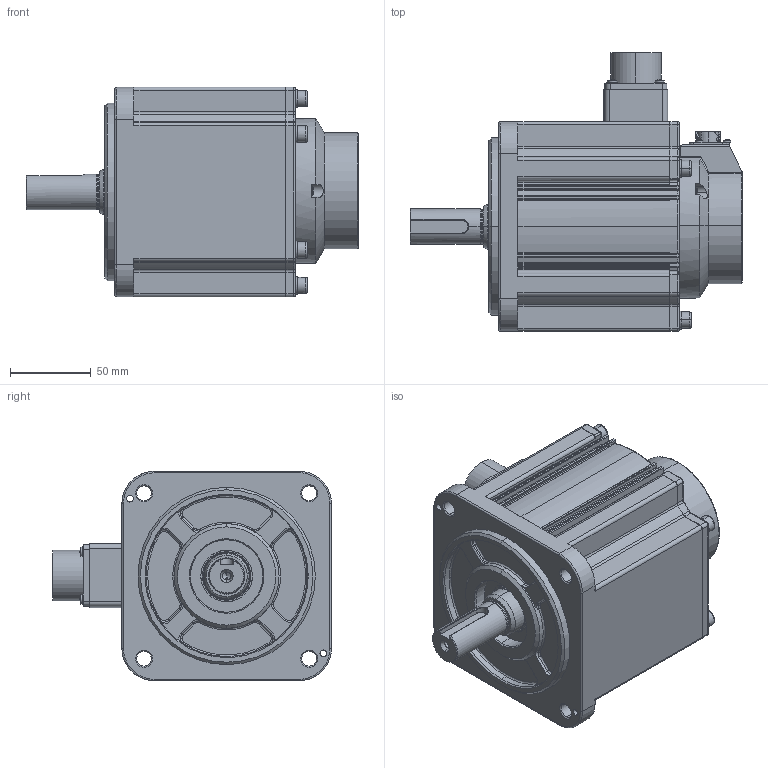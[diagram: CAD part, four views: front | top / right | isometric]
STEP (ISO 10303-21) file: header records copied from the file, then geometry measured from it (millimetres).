
FILE_DESCRIPTION (( 'STEP AP214' ), '1' );
FILE_NAME ('4611170001547 SM3H-133ATNUV.STEP', '2024-02-05T01:11:20', ( '' ), ( '' ), 'SwSTEP 2.0', 'SolidWorks 2015', '' );
FILE_SCHEMA (( 'AUTOMOTIVE_DESIGN' ));
Length unit declared in the file: millimetre
Products named in the file (1): 4611170001547 SM3H-133ATNUV
Bounding box: 206 x 173 x 130 mm (x, y, z)
Volume: 1949414 mm3; surface area: 151565.6 mm2
Topology: 14 solids, 47 shells, 1676 faces, 4352 edges, 2853 vertices
Faces by surface type: cylinder 677, plane 655, bspline 195, cone 131, torus 14, sphere 4
Entity records: 68292 total; most frequent: CARTESIAN_POINT 29595, ORIENTED_EDGE 8668, DIRECTION 7050, EDGE_CURVE 4334, VERTEX_POINT 2853, AXIS2_PLACEMENT_3D 2588, LINE 1874, VECTOR 1874
